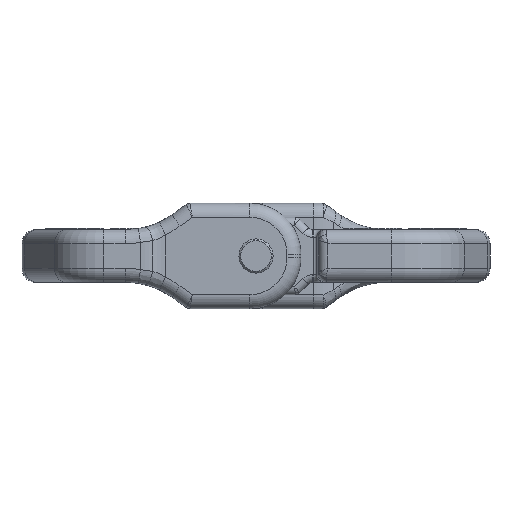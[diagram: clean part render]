
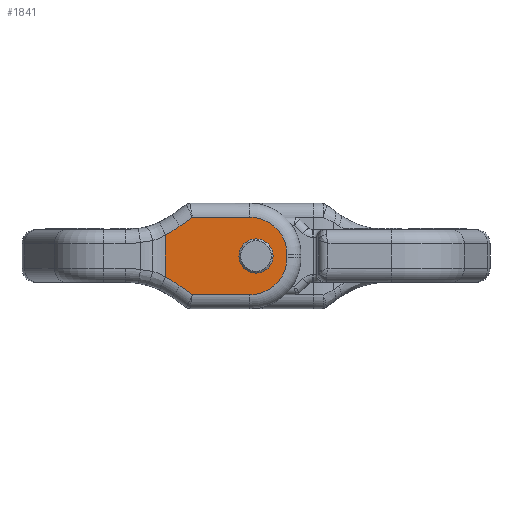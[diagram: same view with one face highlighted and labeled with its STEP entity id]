
A CAD part, front view. The second image highlights one B-rep face of the part: STEP entity #1841.
In plain terms, the highlighted planar face has unit normal (0, -1, 0).
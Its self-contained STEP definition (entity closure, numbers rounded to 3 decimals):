
#1841=ADVANCED_FACE('',(#4681,#4682),#2349,.T.);
#2349=PLANE('',#13881);
#2678=CIRCLE('',#13876,5.5);
#2679=CIRCLE('',#13877,30.5);
#2680=CIRCLE('',#13878,12.);
#2681=CIRCLE('',#13879,12.);
#2682=CIRCLE('',#13880,30.5);
#3386=LINE('',#23289,#4264);
#3387=LINE('',#23294,#4265);
#3388=LINE('',#23296,#4266);
#3389=LINE('',#23300,#4267);
#3390=LINE('',#23304,#4268);
#3391=LINE('',#23306,#4269);
#4264=VECTOR('',#15986,1.);
#4265=VECTOR('',#15989,1.);
#4266=VECTOR('',#15990,1.);
#4267=VECTOR('',#15993,1.);
#4268=VECTOR('',#15996,1.);
#4269=VECTOR('',#15997,1.);
#4681=FACE_BOUND('',#5180,.T.);
#4682=FACE_BOUND('',#5181,.T.);
#5180=EDGE_LOOP('',(#7757));
#5181=EDGE_LOOP('',(#7758,#7759,#7760,#7761,#7762,#7763,#7764,#7765,#7766,
#7767));
#7757=ORIENTED_EDGE('',*,*,#11804,.T.);
#7758=ORIENTED_EDGE('',*,*,#11805,.T.);
#7759=ORIENTED_EDGE('',*,*,#11806,.T.);
#7760=ORIENTED_EDGE('',*,*,#11807,.T.);
#7761=ORIENTED_EDGE('',*,*,#11808,.T.);
#7762=ORIENTED_EDGE('',*,*,#11809,.T.);
#7763=ORIENTED_EDGE('',*,*,#11810,.T.);
#7764=ORIENTED_EDGE('',*,*,#11811,.T.);
#7765=ORIENTED_EDGE('',*,*,#11812,.T.);
#7766=ORIENTED_EDGE('',*,*,#11813,.T.);
#7767=ORIENTED_EDGE('',*,*,#11814,.T.);
#10251=VERTEX_POINT('',#23288);
#10252=VERTEX_POINT('',#23290);
#10253=VERTEX_POINT('',#23291);
#10254=VERTEX_POINT('',#23293);
#10255=VERTEX_POINT('',#23295);
#10256=VERTEX_POINT('',#23297);
#10257=VERTEX_POINT('',#23299);
#10258=VERTEX_POINT('',#23301);
#10259=VERTEX_POINT('',#23303);
#10260=VERTEX_POINT('',#23305);
#10261=VERTEX_POINT('',#23307);
#11804=EDGE_CURVE('',#10251,#10251,#2678,.T.);
#11805=EDGE_CURVE('',#10252,#10253,#3386,.T.);
#11806=EDGE_CURVE('',#10253,#10254,#2679,.T.);
#11807=EDGE_CURVE('',#10254,#10255,#3387,.T.);
#11808=EDGE_CURVE('',#10255,#10256,#3388,.T.);
#11809=EDGE_CURVE('',#10256,#10257,#2680,.T.);
#11810=EDGE_CURVE('',#10257,#10258,#3389,.T.);
#11811=EDGE_CURVE('',#10258,#10259,#2681,.T.);
#11812=EDGE_CURVE('',#10259,#10260,#3390,.T.);
#11813=EDGE_CURVE('',#10260,#10261,#3391,.T.);
#11814=EDGE_CURVE('',#10261,#10252,#2682,.T.);
#13876=AXIS2_PLACEMENT_3D('',#23287,#15984,#15985);
#13877=AXIS2_PLACEMENT_3D('',#23292,#15987,#15988);
#13878=AXIS2_PLACEMENT_3D('',#23298,#15991,#15992);
#13879=AXIS2_PLACEMENT_3D('',#23302,#15994,#15995);
#13880=AXIS2_PLACEMENT_3D('',#23308,#15998,#15999);
#13881=AXIS2_PLACEMENT_3D('',#23309,#16000,#16001);
#15984=DIRECTION('',(0.,1.,0.));
#15985=DIRECTION('',(1.,0.,0.));
#15986=DIRECTION('',(0.,0.,-1.));
#15987=DIRECTION('',(0.,1.,0.));
#15988=DIRECTION('',(1.,0.,0.));
#15989=DIRECTION('',(0.814,0.,-0.581));
#15990=DIRECTION('',(1.,0.,0.));
#15991=DIRECTION('',(0.,-1.,0.));
#15992=DIRECTION('',(1.,0.,0.));
#15993=DIRECTION('',(0.,0.,1.));
#15994=DIRECTION('',(0.,-1.,0.));
#15995=DIRECTION('',(1.,0.,0.));
#15996=DIRECTION('',(-1.,0.,0.));
#15997=DIRECTION('',(-0.814,0.,-0.581));
#15998=DIRECTION('',(0.,1.,0.));
#15999=DIRECTION('',(1.,0.,0.));
#16000=DIRECTION('',(0.,-1.,0.));
#16001=DIRECTION('',(1.,0.,0.));
#23287=CARTESIAN_POINT('',(0.,-40.75,0.));
#23288=CARTESIAN_POINT('',(5.5,-40.75,0.));
#23289=CARTESIAN_POINT('',(-29.296,-40.75,0.));
#23290=CARTESIAN_POINT('',(-29.296,-40.75,6.862));
#23291=CARTESIAN_POINT('',(-29.296,-40.75,-6.862));
#23292=CARTESIAN_POINT('',(-42.196,-40.75,-34.5));
#23293=CARTESIAN_POINT('',(-24.468,-40.75,-9.681));
#23294=CARTESIAN_POINT('',(4.797,-40.75,-30.585));
#23295=CARTESIAN_POINT('',(-20.522,-40.75,-12.5));
#23296=CARTESIAN_POINT('',(-21.323,-40.75,-12.5));
#23297=CARTESIAN_POINT('',(-2.,-40.75,-12.5));
#23298=CARTESIAN_POINT('',(-2.,-40.75,-0.5));
#23299=CARTESIAN_POINT('',(10.,-40.75,-0.5));
#23300=CARTESIAN_POINT('',(10.,-40.75,17.));
#23301=CARTESIAN_POINT('',(10.,-40.75,0.5));
#23302=CARTESIAN_POINT('',(-2.,-40.75,0.5));
#23303=CARTESIAN_POINT('',(-2.,-40.75,12.5));
#23304=CARTESIAN_POINT('',(-21.323,-40.75,12.5));
#23305=CARTESIAN_POINT('',(-20.522,-40.75,12.5));
#23306=CARTESIAN_POINT('',(4.797,-40.75,30.585));
#23307=CARTESIAN_POINT('',(-24.468,-40.75,9.681));
#23308=CARTESIAN_POINT('',(-42.196,-40.75,34.5));
#23309=CARTESIAN_POINT('',(14.5,-40.75,17.));
